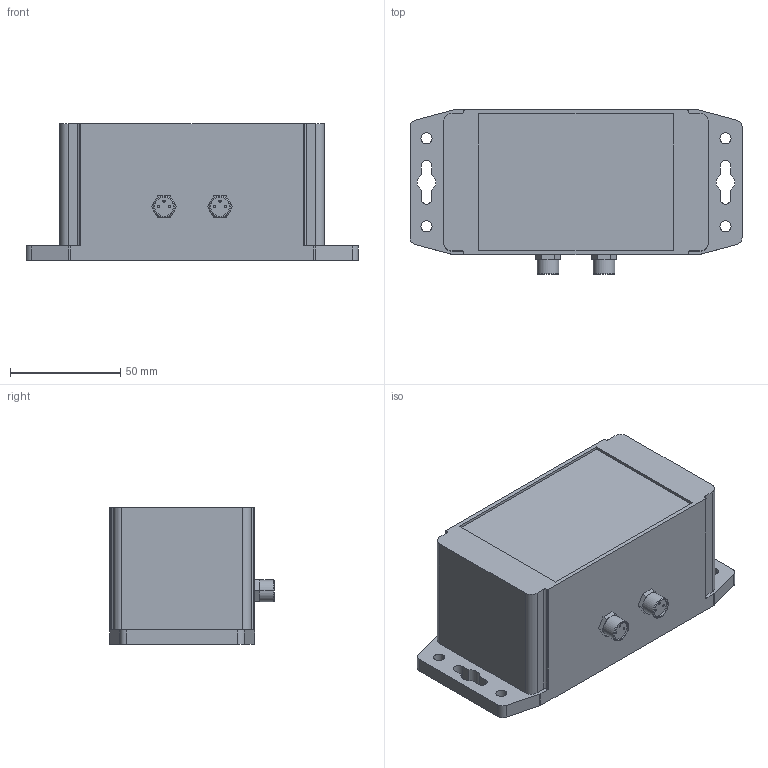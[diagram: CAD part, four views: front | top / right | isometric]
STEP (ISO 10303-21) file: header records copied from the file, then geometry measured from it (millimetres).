
FILE_DESCRIPTION((''),'2;1');
FILE_NAME('ILC33011104','2018-07-16T',('jdw'),(''),'PRO/ENGINEER BY PARAMETRIC TECHNOLOGY CORPORATION, 2013320','PRO/ENGINEER BY PARAMETRIC TECHNOLOGY CORPORATION, 2013320','');
FILE_SCHEMA(('AUTOMOTIVE_DESIGN { 1 0 10303 214 1 1 1 1 }'));
Length unit declared in the file: inch
Products named in the file (1): ILC33011104
Bounding box: 150.77 x 74.68 x 62 mm (x, y, z)
Volume: 490204.7 mm3; surface area: 43692.2 mm2
Topology: 1 solids, 1 shells, 129 faces, 332 edges, 216 vertices
Faces by surface type: plane 69, cylinder 56, cone 4
Entity records: 4136 total; most frequent: DIRECTION 718, CARTESIAN_POINT 679, ORIENTED_EDGE 664, EDGE_CURVE 332, AXIS2_PLACEMENT_3D 257, VERTEX_POINT 216, VECTOR 204, LINE 204
